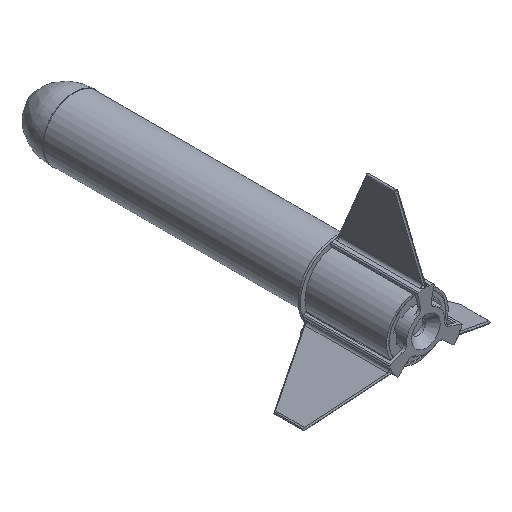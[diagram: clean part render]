
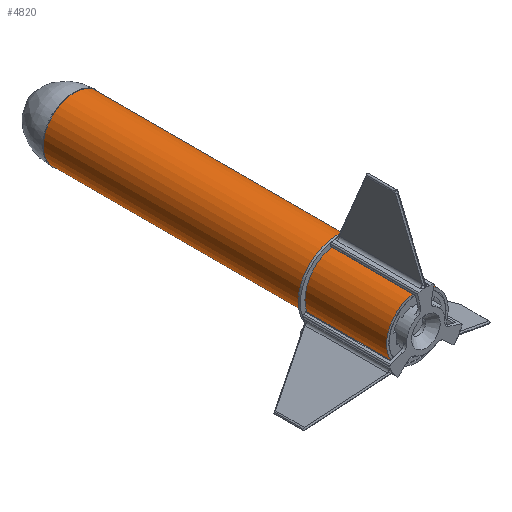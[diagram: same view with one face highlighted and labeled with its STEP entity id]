
A CAD part, isometric view. The second image highlights one B-rep face of the part: STEP entity #4820.
In plain terms, the highlighted cylindrical face has radius 27.4 mm (diameter 54.8 mm), a full revolution.
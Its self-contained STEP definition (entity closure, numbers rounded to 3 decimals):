
#405=FACE_OUTER_BOUND('',#686,.T.);
#686=EDGE_LOOP('',(#3181,#3182,#3183,#3184));
#989=LINE('',#7228,#1312);
#1312=VECTOR('',#5740,27.4);
#1636=CIRCLE('',#5147,27.4);
#1637=CIRCLE('',#5148,27.4);
#1914=VERTEX_POINT('',#7225);
#1915=VERTEX_POINT('',#7227);
#2415=EDGE_CURVE('',#1914,#1914,#1636,.T.);
#2416=EDGE_CURVE('',#1914,#1915,#989,.T.);
#2417=EDGE_CURVE('',#1915,#1915,#1637,.T.);
#3181=ORIENTED_EDGE('',*,*,#2415,.F.);
#3182=ORIENTED_EDGE('',*,*,#2416,.T.);
#3183=ORIENTED_EDGE('',*,*,#2417,.T.);
#3184=ORIENTED_EDGE('',*,*,#2416,.F.);
#4708=CYLINDRICAL_SURFACE('',#5146,27.4);
#4820=ADVANCED_FACE('',(#405),#4708,.T.);
#5146=AXIS2_PLACEMENT_3D('',#7224,#5736,#5737);
#5147=AXIS2_PLACEMENT_3D('',#7226,#5738,#5739);
#5148=AXIS2_PLACEMENT_3D('',#7229,#5741,#5742);
#5736=DIRECTION('center_axis',(0.,1.,0.));
#5737=DIRECTION('ref_axis',(1.,0.,0.));
#5738=DIRECTION('center_axis',(0.,1.,0.));
#5739=DIRECTION('ref_axis',(1.,0.,0.));
#5740=DIRECTION('',(0.,-1.,0.));
#5741=DIRECTION('center_axis',(0.,1.,0.));
#5742=DIRECTION('ref_axis',(1.,0.,0.));
#7224=CARTESIAN_POINT('Origin',(0.,0.,0.));
#7225=CARTESIAN_POINT('',(-27.4,304.8,0.));
#7226=CARTESIAN_POINT('Origin',(0.,304.8,0.));
#7227=CARTESIAN_POINT('',(-27.4,0.,0.));
#7228=CARTESIAN_POINT('',(-27.4,0.,0.));
#7229=CARTESIAN_POINT('Origin',(0.,0.,0.));
